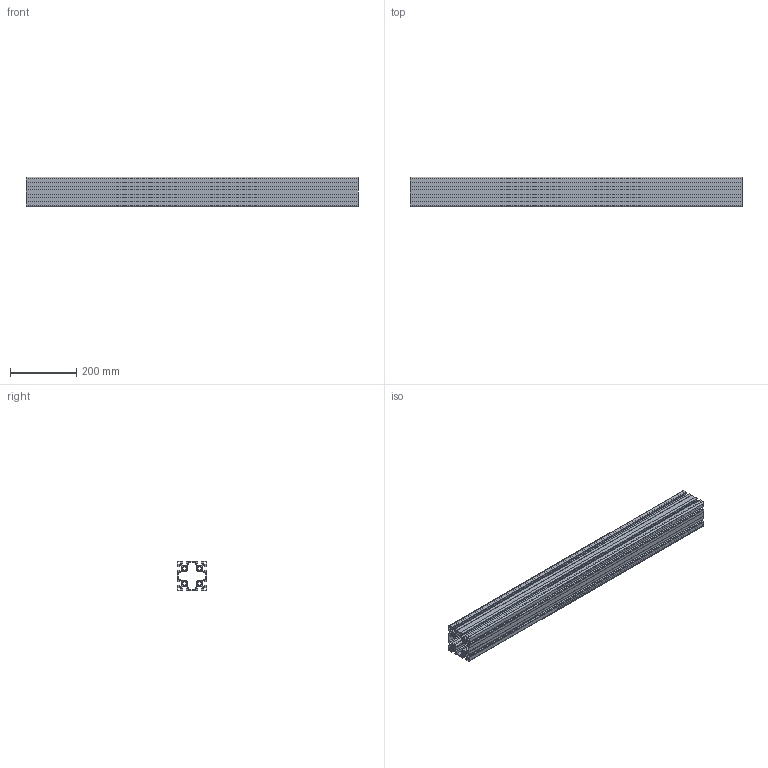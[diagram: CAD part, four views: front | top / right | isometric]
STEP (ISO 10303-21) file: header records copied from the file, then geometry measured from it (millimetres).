
FILE_DESCRIPTION(('STEP AP214'),'1');
FILE_NAME('cctmp_83A68E78-9BC3-49DA-8663-B1C91091D371_2020_1_20_8_42_38_183..stp','2020-01-20T07:42:38',('Bosch Rexroth AG'),('CADClick - www.CADClick.com'),'Spatial InterOp 3D',' ','unknown authorization - (Healing Option Enabled)');
FILE_SCHEMA(('AUTOMOTIVE_DESIGN'));
Length unit declared in the file: millimetre
Products named in the file (1): 2020_01_20__08-42-38-183
Bounding box: 1000 x 90 x 90 mm (x, y, z)
Volume: 2312578.2 mm3; surface area: 1492024.4 mm2
Topology: 1 solids, 1 shells, 318 faces, 948 edges, 632 vertices
Faces by surface type: plane 246, cylinder 72
Entity records: 13200 total; most frequent: CARTESIAN_POINT 1899, ORIENTED_EDGE 1896, DIRECTION 1730, EDGE_CURVE 948, LINE 804, VECTOR 804, VERTEX_POINT 632, AXIS2_PLACEMENT_3D 463
